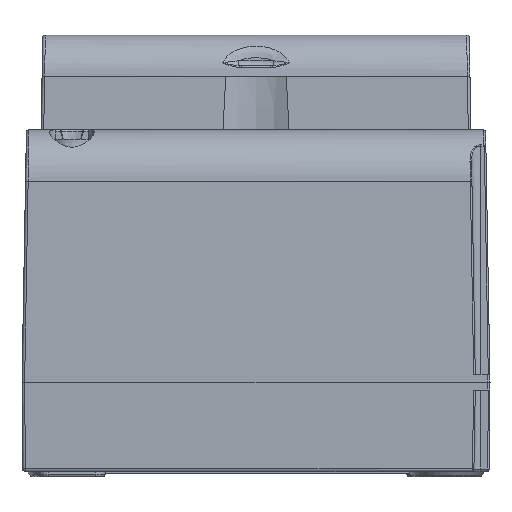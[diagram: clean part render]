
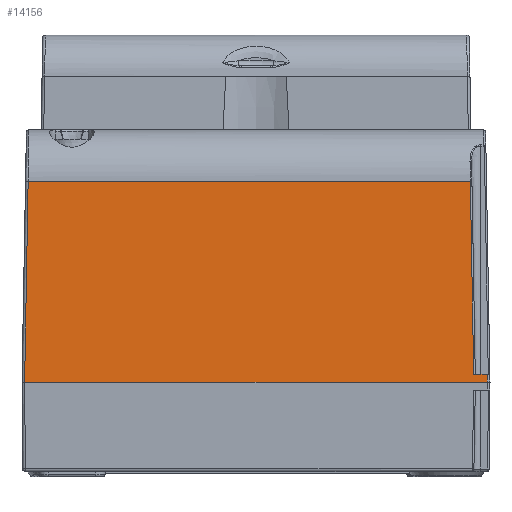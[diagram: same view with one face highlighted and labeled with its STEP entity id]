
A CAD part, front view. The second image highlights one B-rep face of the part: STEP entity #14156.
In plain terms, the highlighted planar face has unit normal (0, -1, 0.018).
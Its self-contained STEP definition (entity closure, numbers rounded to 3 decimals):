
#1098 = EDGE_CURVE ( 'NONE', #38075, #48916, #52033, .T. ) ;
#2499 = LINE ( 'NONE', #28550, #30233 ) ;
#2776 = DIRECTION ( 'NONE',  ( 1., 0., 0. ) ) ;
#4438 = CARTESIAN_POINT ( 'NONE',  ( -44.5, -68.834, 55.175 ) ) ;
#5039 = EDGE_CURVE ( 'NONE', #9214, #7854, #23210, .T. ) ;
#6675 = DIRECTION ( 'NONE',  ( -0.017, -0.017, -1. ) ) ;
#7471 = ORIENTED_EDGE ( 'NONE', *, *, #9940, .T. ) ;
#7854 = VERTEX_POINT ( 'NONE', #24627 ) ;
#8653 = LINE ( 'NONE', #4438, #34445 ) ;
#9036 = DIRECTION ( 'NONE',  ( 0., -1., 0.017 ) ) ;
#9214 = VERTEX_POINT ( 'NONE', #51428 ) ;
#9773 = CARTESIAN_POINT ( 'NONE',  ( 40.76, -68.834, 55.175 ) ) ;
#9940 = EDGE_CURVE ( 'NONE', #37606, #9214, #8653, .T. ) ;
#12836 = DIRECTION ( 'NONE',  ( 1., 0., 0. ) ) ;
#14156 = ADVANCED_FACE ( 'NONE', ( #25856 ), #42674, .T. ) ;
#14293 = EDGE_CURVE ( 'NONE', #38578, #48916, #2499, .T. ) ;
#14562 = DIRECTION ( 'NONE',  ( 0., -0.017, -1. ) ) ;
#15001 = ORIENTED_EDGE ( 'NONE', *, *, #5039, .T. ) ;
#15686 = CARTESIAN_POINT ( 'NONE',  ( 44., -69.5, 17. ) ) ;
#19200 = CARTESIAN_POINT ( 'NONE',  ( 40.76, -68.834, 55.169 ) ) ;
#19467 = DIRECTION ( 'NONE',  ( -0.017, 0.017, 1. ) ) ;
#20837 = ORIENTED_EDGE ( 'NONE', *, *, #44227, .T. ) ;
#21550 = DIRECTION ( 'NONE',  ( -1., 0., 0. ) ) ;
#22060 = CARTESIAN_POINT ( 'NONE',  ( -44.5, -69.474, 18.5 ) ) ;
#22214 = AXIS2_PLACEMENT_3D ( 'NONE', #30567, #9036, #14562 ) ;
#23210 = LINE ( 'NONE', #40269, #27986 ) ;
#24627 = CARTESIAN_POINT ( 'NONE',  ( -44., -69.5, 17. ) ) ;
#25856 = FACE_OUTER_BOUND ( 'NONE', #49319, .T. ) ;
#27986 = VECTOR ( 'NONE', #6675, 1000. ) ;
#28550 = CARTESIAN_POINT ( 'NONE',  ( 43.973, -69.473, 18.544 ) ) ;
#28559 = VECTOR ( 'NONE', #19467, 1000. ) ;
#29426 = CARTESIAN_POINT ( 'NONE',  ( 43.974, -69.474, 18.5 ) ) ;
#30233 = VECTOR ( 'NONE', #45659, 1000. ) ;
#30567 = CARTESIAN_POINT ( 'NONE',  ( -44.5, -69.5, 17. ) ) ;
#34445 = VECTOR ( 'NONE', #21550, 1000. ) ;
#36823 = ORIENTED_EDGE ( 'NONE', *, *, #14293, .T. ) ;
#37606 = VERTEX_POINT ( 'NONE', #9773 ) ;
#38075 = VERTEX_POINT ( 'NONE', #54543 ) ;
#38578 = VERTEX_POINT ( 'NONE', #15686 ) ;
#40269 = CARTESIAN_POINT ( 'NONE',  ( -44., -69.5, 16.991 ) ) ;
#40761 = LINE ( 'NONE', #19200, #28559 ) ;
#41149 = CARTESIAN_POINT ( 'NONE',  ( -44.5, -69.5, 17. ) ) ;
#42674 = PLANE ( 'NONE',  #22214 ) ;
#44227 = EDGE_CURVE ( 'NONE', #7854, #38578, #44535, .T. ) ;
#44509 = ORIENTED_EDGE ( 'NONE', *, *, #1098, .F. ) ;
#44535 = LINE ( 'NONE', #41149, #49601 ) ;
#45659 = DIRECTION ( 'NONE',  ( -0.017, 0.017, 1. ) ) ;
#47514 = VECTOR ( 'NONE', #12836, 1000. ) ;
#48916 = VERTEX_POINT ( 'NONE', #29426 ) ;
#49319 = EDGE_LOOP ( 'NONE', ( #7471, #15001, #20837, #36823, #44509, #50485 ) ) ;
#49601 = VECTOR ( 'NONE', #2776, 1000. ) ;
#50485 = ORIENTED_EDGE ( 'NONE', *, *, #51808, .T. ) ;
#51428 = CARTESIAN_POINT ( 'NONE',  ( -43.334, -68.834, 55.175 ) ) ;
#51808 = EDGE_CURVE ( 'NONE', #38075, #37606, #40761, .T. ) ;
#52033 = LINE ( 'NONE', #22060, #47514 ) ;
#54543 = CARTESIAN_POINT ( 'NONE',  ( 41.4, -69.474, 18.5 ) ) ;
